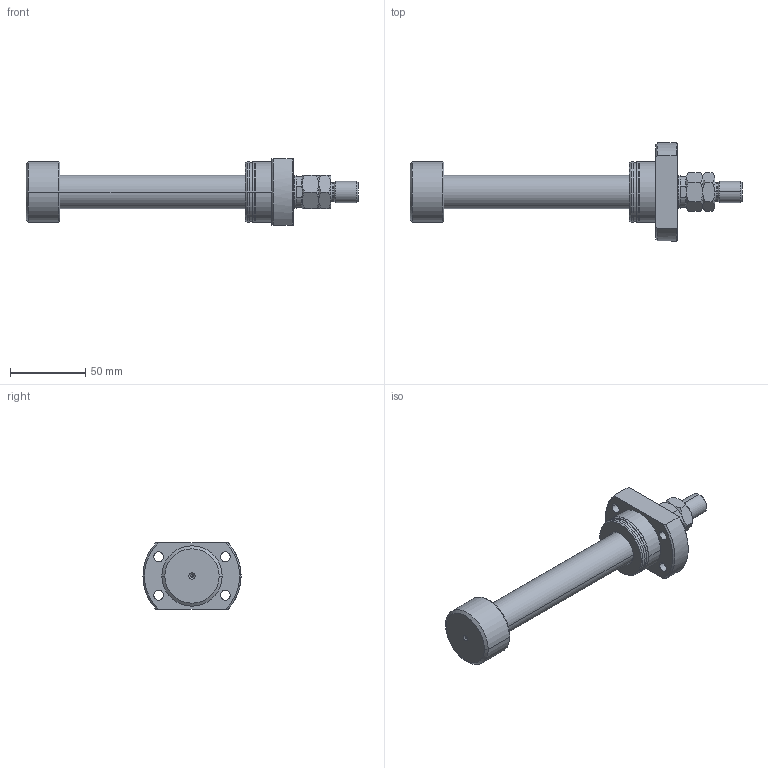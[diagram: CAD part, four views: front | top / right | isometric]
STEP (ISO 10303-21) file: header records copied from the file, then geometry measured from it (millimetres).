
FILE_DESCRIPTION (( 'STEP AP203' ), '1' );
FILE_NAME ('8dd8.STEP', '2022-04-15T20:14:13', ( '' ), ( '' ), 'SwSTEP 2.0', 'SolidWorks 2019', '' );
FILE_SCHEMA (( 'CONFIG_CONTROL_DESIGN' ));
Length unit declared in the file: millimetre
Products named in the file (4): V400CL_PC_Y b94dbdc9fa03515c13dab18f35e53017; 8dd8; V400CL_VC_X b94dbdc9fa03515c13dab18f35e53017; MTA b94dbdc9fa03515c13dab18f35e53017
Assembly tree (3 placements, depth 2):
  8dd8
    V400CL_VC_X b94dbdc9fa03515c13dab18f35e53017
    V400CL_PC_Y b94dbdc9fa03515c13dab18f35e53017
    MTA b94dbdc9fa03515c13dab18f35e53017
Bounding box: 220 x 65 x 44 mm (x, y, z)
Volume: 141677.7 mm3; surface area: 32477.4 mm2
Topology: 3 solids, 3 shells, 152 faces, 332 edges, 197 vertices
Faces by surface type: cone 56, cylinder 51, plane 41, torus 4
Entity records: 4793 total; most frequent: CARTESIAN_POINT 1059, DIRECTION 739, ORIENTED_EDGE 656, EDGE_CURVE 328, AXIS2_PLACEMENT_3D 317, VERTEX_POINT 197, EDGE_LOOP 177, CIRCLE 159
